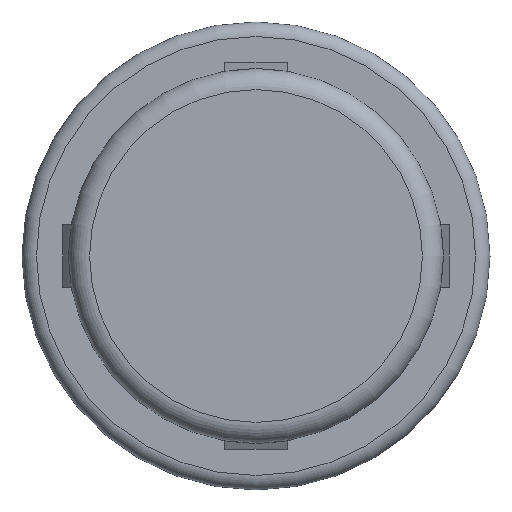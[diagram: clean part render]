
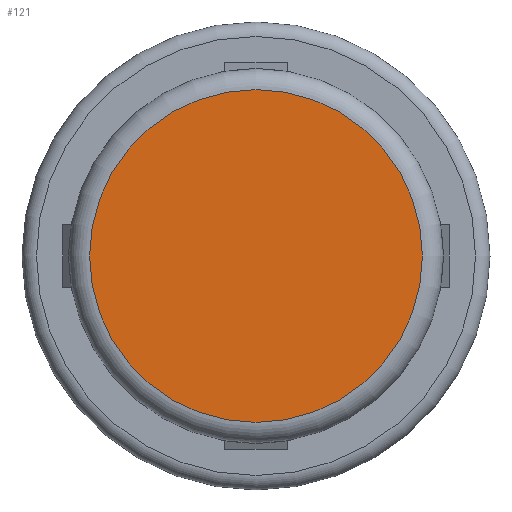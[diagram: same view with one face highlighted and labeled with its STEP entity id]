
A CAD part, front view. The second image highlights one B-rep face of the part: STEP entity #121.
In plain terms, the highlighted planar face has unit normal (0, -1, 0).
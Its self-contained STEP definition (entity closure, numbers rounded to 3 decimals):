
#121 = ADVANCED_FACE( '', ( #279 ), #280, .F. );
#279 = FACE_OUTER_BOUND( '', #474, .T. );
#280 = PLANE( '', #475 );
#474 = EDGE_LOOP( '', ( #765 ) );
#475 = AXIS2_PLACEMENT_3D( '', #766, #767, #768 );
#765 = ORIENTED_EDGE( '', *, *, #1096, .T. );
#766 = CARTESIAN_POINT( '', ( 16., 0., 0. ) );
#767 = DIRECTION( '', ( 0., 1., 0. ) );
#768 = DIRECTION( '', ( 0., 0., 1. ) );
#1096 = EDGE_CURVE( '', #1294, #1294, #1295, .T. );
#1294 = VERTEX_POINT( '', #1577 );
#1295 = CIRCLE( '', #1578, 16. );
#1577 = CARTESIAN_POINT( '', ( 0., 0., -16. ) );
#1578 = AXIS2_PLACEMENT_3D( '', #1942, #1943, #1944 );
#1942 = CARTESIAN_POINT( '', ( 0., 0., 0. ) );
#1943 = DIRECTION( '', ( 0., -1., 0. ) );
#1944 = DIRECTION( '', ( 0., 0., -1. ) );
